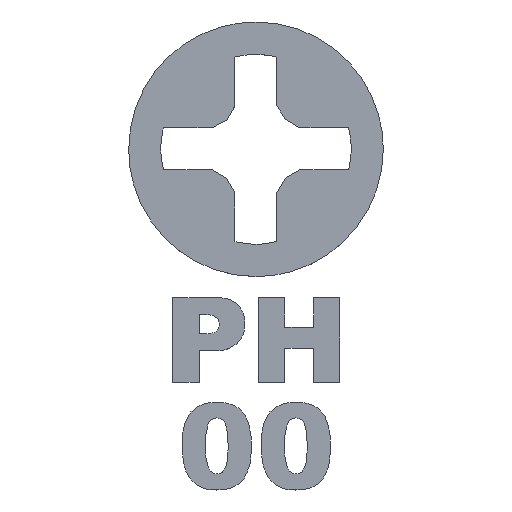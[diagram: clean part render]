
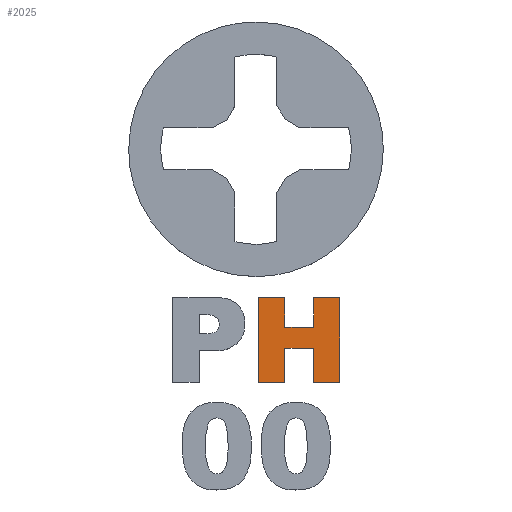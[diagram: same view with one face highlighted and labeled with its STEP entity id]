
A CAD part, top view. The second image highlights one B-rep face of the part: STEP entity #2025.
In plain terms, the highlighted planar face has unit normal (0, 0, 1).
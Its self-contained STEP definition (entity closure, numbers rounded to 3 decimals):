
#307=FACE_OUTER_BOUND('',#423,.T.);
#423=EDGE_LOOP('',(#1739,#1740,#1741,#1742,#1743,#1744,#1745,#1746,#1747,
#1748,#1749,#1750));
#565=LINE('',#3437,#737);
#569=LINE('',#3445,#741);
#572=LINE('',#3451,#744);
#575=LINE('',#3457,#747);
#578=LINE('',#3463,#750);
#581=LINE('',#3469,#753);
#584=LINE('',#3475,#756);
#587=LINE('',#3481,#759);
#590=LINE('',#3487,#762);
#593=LINE('',#3493,#765);
#596=LINE('',#3499,#768);
#599=LINE('',#3504,#771);
#737=VECTOR('',#2293,10.);
#741=VECTOR('',#2299,10.);
#744=VECTOR('',#2304,10.);
#747=VECTOR('',#2309,10.);
#750=VECTOR('',#2314,10.);
#753=VECTOR('',#2319,10.);
#756=VECTOR('',#2324,10.);
#759=VECTOR('',#2329,10.);
#762=VECTOR('',#2334,10.);
#765=VECTOR('',#2339,10.);
#768=VECTOR('',#2344,10.);
#771=VECTOR('',#2349,10.);
#927=VERTEX_POINT('',#3435);
#928=VERTEX_POINT('',#3436);
#931=VERTEX_POINT('',#3444);
#933=VERTEX_POINT('',#3450);
#935=VERTEX_POINT('',#3456);
#937=VERTEX_POINT('',#3462);
#939=VERTEX_POINT('',#3468);
#941=VERTEX_POINT('',#3474);
#943=VERTEX_POINT('',#3480);
#945=VERTEX_POINT('',#3486);
#947=VERTEX_POINT('',#3492);
#949=VERTEX_POINT('',#3498);
#1193=EDGE_CURVE('',#927,#928,#565,.T.);
#1197=EDGE_CURVE('',#931,#927,#569,.T.);
#1200=EDGE_CURVE('',#933,#931,#572,.T.);
#1203=EDGE_CURVE('',#935,#933,#575,.T.);
#1206=EDGE_CURVE('',#937,#935,#578,.T.);
#1209=EDGE_CURVE('',#939,#937,#581,.T.);
#1212=EDGE_CURVE('',#941,#939,#584,.T.);
#1215=EDGE_CURVE('',#943,#941,#587,.T.);
#1218=EDGE_CURVE('',#945,#943,#590,.T.);
#1221=EDGE_CURVE('',#947,#945,#593,.T.);
#1224=EDGE_CURVE('',#949,#947,#596,.T.);
#1227=EDGE_CURVE('',#928,#949,#599,.T.);
#1739=ORIENTED_EDGE('',*,*,#1227,.F.);
#1740=ORIENTED_EDGE('',*,*,#1193,.F.);
#1741=ORIENTED_EDGE('',*,*,#1197,.F.);
#1742=ORIENTED_EDGE('',*,*,#1200,.F.);
#1743=ORIENTED_EDGE('',*,*,#1203,.F.);
#1744=ORIENTED_EDGE('',*,*,#1206,.F.);
#1745=ORIENTED_EDGE('',*,*,#1209,.F.);
#1746=ORIENTED_EDGE('',*,*,#1212,.F.);
#1747=ORIENTED_EDGE('',*,*,#1215,.F.);
#1748=ORIENTED_EDGE('',*,*,#1218,.F.);
#1749=ORIENTED_EDGE('',*,*,#1221,.F.);
#1750=ORIENTED_EDGE('',*,*,#1224,.F.);
#1937=PLANE('',#2111);
#2025=ADVANCED_FACE('',(#307),#1937,.T.);
#2111=AXIS2_PLACEMENT_3D('',#3506,#2351,#2352);
#2293=DIRECTION('',(-1.,0.,0.));
#2299=DIRECTION('',(0.,-1.,0.));
#2304=DIRECTION('',(-1.,0.,0.));
#2309=DIRECTION('',(0.,1.,0.));
#2314=DIRECTION('',(-1.,0.,0.));
#2319=DIRECTION('',(0.,-1.,0.));
#2324=DIRECTION('',(1.,0.,0.));
#2329=DIRECTION('',(0.,1.,0.));
#2334=DIRECTION('',(1.,0.,0.));
#2339=DIRECTION('',(0.,-1.,0.));
#2344=DIRECTION('',(1.,0.,0.));
#2349=DIRECTION('',(0.,1.,0.));
#2351=DIRECTION('center_axis',(0.,0.,
1.));
#2352=DIRECTION('ref_axis',(-1.,0.,0.));
#3435=CARTESIAN_POINT('',(41.341,-18.,0.));
#3436=CARTESIAN_POINT('',(40.105,-18.,0.));
#3437=CARTESIAN_POINT('',(41.341,-18.,0.));
#3444=CARTESIAN_POINT('',(41.341,-16.382,0.));
#3445=CARTESIAN_POINT('',(41.341,-16.382,0.));
#3450=CARTESIAN_POINT('',(42.692,-16.382,0.));
#3451=CARTESIAN_POINT('',(42.692,-16.382,0.));
#3456=CARTESIAN_POINT('',(42.692,-18.,0.));
#3457=CARTESIAN_POINT('',(42.692,-18.,0.));
#3462=CARTESIAN_POINT('',(43.933,-18.,0.));
#3463=CARTESIAN_POINT('',(43.933,-18.,0.));
#3468=CARTESIAN_POINT('',(43.933,-14.,0.));
#3469=CARTESIAN_POINT('',(43.933,-14.,0.));
#3474=CARTESIAN_POINT('',(42.692,-14.,0.));
#3475=CARTESIAN_POINT('',(42.692,-14.,0.));
#3480=CARTESIAN_POINT('',(42.692,-15.4,0.));
#3481=CARTESIAN_POINT('',(42.692,-15.4,0.));
#3486=CARTESIAN_POINT('',(41.341,-15.4,0.));
#3487=CARTESIAN_POINT('',(41.341,-15.4,0.));
#3492=CARTESIAN_POINT('',(41.341,-14.,0.));
#3493=CARTESIAN_POINT('',(41.341,-14.,0.));
#3498=CARTESIAN_POINT('',(40.105,-14.,0.));
#3499=CARTESIAN_POINT('',(40.105,-14.,0.));
#3504=CARTESIAN_POINT('',(40.105,-18.,0.));
#3506=CARTESIAN_POINT('Origin',(42.019,-16.,0.));
